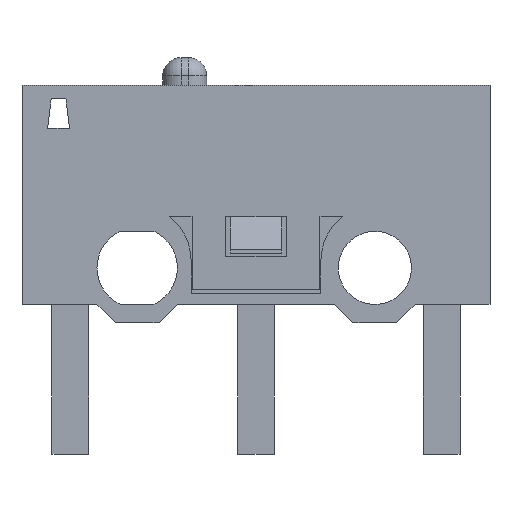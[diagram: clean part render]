
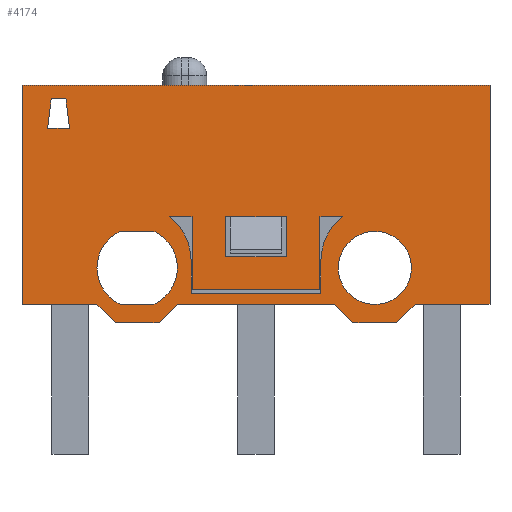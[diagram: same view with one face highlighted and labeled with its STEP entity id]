
A CAD part, front view. The second image highlights one B-rep face of the part: STEP entity #4174.
In plain terms, the highlighted planar face has unit normal (0, -1, 0).
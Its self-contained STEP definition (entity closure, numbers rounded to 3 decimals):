
#49=CIRCLE('',#4323,1.5);
#50=CIRCLE('',#4328,1.5);
#54=CIRCLE('',#4337,1.);
#55=CIRCLE('',#4339,1.1);
#56=CIRCLE('',#4342,1.1);
#390=ORIENTED_EDGE('',*,*,#1164,.T.);
#391=ORIENTED_EDGE('',*,*,#1077,.F.);
#392=ORIENTED_EDGE('',*,*,#1080,.F.);
#393=ORIENTED_EDGE('',*,*,#1082,.F.);
#394=ORIENTED_EDGE('',*,*,#1084,.F.);
#395=ORIENTED_EDGE('',*,*,#1087,.F.);
#396=ORIENTED_EDGE('',*,*,#1165,.T.);
#397=ORIENTED_EDGE('',*,*,#1166,.F.);
#398=ORIENTED_EDGE('',*,*,#1167,.F.);
#399=ORIENTED_EDGE('',*,*,#1168,.F.);
#400=ORIENTED_EDGE('',*,*,#1128,.F.);
#401=ORIENTED_EDGE('',*,*,#1133,.F.);
#402=ORIENTED_EDGE('',*,*,#1131,.F.);
#403=ORIENTED_EDGE('',*,*,#1129,.F.);
#404=ORIENTED_EDGE('',*,*,#1126,.F.);
#405=ORIENTED_EDGE('',*,*,#1169,.T.);
#406=ORIENTED_EDGE('',*,*,#1170,.F.);
#407=ORIENTED_EDGE('',*,*,#1146,.T.);
#408=ORIENTED_EDGE('',*,*,#1144,.T.);
#409=ORIENTED_EDGE('',*,*,#1138,.T.);
#410=ORIENTED_EDGE('',*,*,#1136,.T.);
#411=ORIENTED_EDGE('',*,*,#1134,.T.);
#412=ORIENTED_EDGE('',*,*,#1123,.T.);
#413=ORIENTED_EDGE('',*,*,#1163,.T.);
#414=ORIENTED_EDGE('',*,*,#1161,.T.);
#415=ORIENTED_EDGE('',*,*,#1159,.T.);
#416=ORIENTED_EDGE('',*,*,#1157,.T.);
#417=ORIENTED_EDGE('',*,*,#1171,.T.);
#418=ORIENTED_EDGE('',*,*,#1172,.F.);
#419=ORIENTED_EDGE('',*,*,#1173,.F.);
#420=ORIENTED_EDGE('',*,*,#1174,.F.);
#421=ORIENTED_EDGE('',*,*,#1175,.F.);
#422=ORIENTED_EDGE('',*,*,#1176,.F.);
#423=ORIENTED_EDGE('',*,*,#1177,.F.);
#424=ORIENTED_EDGE('',*,*,#1178,.F.);
#1077=EDGE_CURVE('',#1489,#1490,#49,.T.);
#1080=EDGE_CURVE('',#1491,#1489,#1807,.T.);
#1082=EDGE_CURVE('',#1492,#1491,#1809,.T.);
#1084=EDGE_CURVE('',#1493,#1492,#1811,.T.);
#1087=EDGE_CURVE('',#1494,#1493,#50,.T.);
#1123=EDGE_CURVE('',#1529,#1528,#1846,.T.);
#1126=EDGE_CURVE('',#1530,#1531,#1849,.T.);
#1128=EDGE_CURVE('',#1532,#1532,#54,.T.);
#1129=EDGE_CURVE('',#1531,#1533,#55,.T.);
#1131=EDGE_CURVE('',#1533,#1534,#1852,.T.);
#1133=EDGE_CURVE('',#1534,#1530,#56,.T.);
#1134=EDGE_CURVE('',#1535,#1529,#1854,.T.);
#1136=EDGE_CURVE('',#1536,#1535,#1856,.T.);
#1138=EDGE_CURVE('',#1537,#1536,#1858,.T.);
#1144=EDGE_CURVE('',#1542,#1537,#1864,.T.);
#1146=EDGE_CURVE('',#1543,#1542,#1866,.T.);
#1157=EDGE_CURVE('',#1553,#1552,#1877,.T.);
#1159=EDGE_CURVE('',#1554,#1553,#1879,.T.);
#1161=EDGE_CURVE('',#1555,#1554,#1881,.T.);
#1163=EDGE_CURVE('',#1528,#1555,#1883,.T.);
#1164=EDGE_CURVE('',#1556,#1490,#1884,.T.);
#1165=EDGE_CURVE('',#1494,#1557,#1885,.T.);
#1166=EDGE_CURVE('',#1558,#1557,#1886,.T.);
#1167=EDGE_CURVE('',#1559,#1558,#1887,.T.);
#1168=EDGE_CURVE('',#1556,#1559,#1888,.T.);
#1169=EDGE_CURVE('',#1552,#1560,#1889,.T.);
#1170=EDGE_CURVE('',#1543,#1560,#1890,.T.);
#1171=EDGE_CURVE('',#1561,#1562,#1891,.T.);
#1172=EDGE_CURVE('',#1563,#1562,#1892,.T.);
#1173=EDGE_CURVE('',#1564,#1563,#1893,.T.);
#1174=EDGE_CURVE('',#1561,#1564,#1894,.T.);
#1175=EDGE_CURVE('',#1565,#1566,#1895,.T.);
#1176=EDGE_CURVE('',#1567,#1565,#1896,.T.);
#1177=EDGE_CURVE('',#1568,#1567,#1897,.T.);
#1178=EDGE_CURVE('',#1566,#1568,#1898,.T.);
#1489=VERTEX_POINT('',#5499);
#1490=VERTEX_POINT('',#5500);
#1491=VERTEX_POINT('',#5505);
#1492=VERTEX_POINT('',#5509);
#1493=VERTEX_POINT('',#5513);
#1494=VERTEX_POINT('',#5517);
#1528=VERTEX_POINT('',#5590);
#1529=VERTEX_POINT('',#5592);
#1530=VERTEX_POINT('',#5596);
#1531=VERTEX_POINT('',#5598);
#1532=VERTEX_POINT('',#5602);
#1533=VERTEX_POINT('',#5605);
#1534=VERTEX_POINT('',#5609);
#1535=VERTEX_POINT('',#5615);
#1536=VERTEX_POINT('',#5619);
#1537=VERTEX_POINT('',#5623);
#1542=VERTEX_POINT('',#5635);
#1543=VERTEX_POINT('',#5639);
#1552=VERTEX_POINT('',#5659);
#1553=VERTEX_POINT('',#5661);
#1554=VERTEX_POINT('',#5665);
#1555=VERTEX_POINT('',#5669);
#1556=VERTEX_POINT('',#5675);
#1557=VERTEX_POINT('',#5677);
#1558=VERTEX_POINT('',#5679);
#1559=VERTEX_POINT('',#5681);
#1560=VERTEX_POINT('',#5684);
#1561=VERTEX_POINT('',#5687);
#1562=VERTEX_POINT('',#5688);
#1563=VERTEX_POINT('',#5690);
#1564=VERTEX_POINT('',#5692);
#1565=VERTEX_POINT('',#5695);
#1566=VERTEX_POINT('',#5696);
#1567=VERTEX_POINT('',#5698);
#1568=VERTEX_POINT('',#5700);
#1807=LINE('',#5504,#2221);
#1809=LINE('',#5508,#2223);
#1811=LINE('',#5512,#2225);
#1846=LINE('',#5591,#2260);
#1849=LINE('',#5597,#2263);
#1852=LINE('',#5608,#2266);
#1854=LINE('',#5614,#2268);
#1856=LINE('',#5618,#2270);
#1858=LINE('',#5622,#2272);
#1864=LINE('',#5634,#2278);
#1866=LINE('',#5638,#2280);
#1877=LINE('',#5660,#2291);
#1879=LINE('',#5664,#2293);
#1881=LINE('',#5668,#2295);
#1883=LINE('',#5672,#2297);
#1884=LINE('',#5674,#2298);
#1885=LINE('',#5676,#2299);
#1886=LINE('',#5678,#2300);
#1887=LINE('',#5680,#2301);
#1888=LINE('',#5682,#2302);
#1889=LINE('',#5683,#2303);
#1890=LINE('',#5685,#2304);
#1891=LINE('',#5686,#2305);
#1892=LINE('',#5689,#2306);
#1893=LINE('',#5691,#2307);
#1894=LINE('',#5693,#2308);
#1895=LINE('',#5694,#2309);
#1896=LINE('',#5697,#2310);
#1897=LINE('',#5699,#2311);
#1898=LINE('',#5701,#2312);
#2221=VECTOR('',#4669,1000.);
#2223=VECTOR('',#4673,1000.);
#2225=VECTOR('',#4677,1000.);
#2260=VECTOR('',#4728,1000.);
#2263=VECTOR('',#4733,1000.);
#2266=VECTOR('',#4746,1000.);
#2268=VECTOR('',#4754,1000.);
#2270=VECTOR('',#4758,1000.);
#2272=VECTOR('',#4762,1000.);
#2278=VECTOR('',#4770,1000.);
#2280=VECTOR('',#4774,1000.);
#2291=VECTOR('',#4787,1000.);
#2293=VECTOR('',#4791,1000.);
#2295=VECTOR('',#4795,1000.);
#2297=VECTOR('',#4799,1000.);
#2298=VECTOR('',#4802,1000.);
#2299=VECTOR('',#4803,1000.);
#2300=VECTOR('',#4804,1000.);
#2301=VECTOR('',#4805,1000.);
#2302=VECTOR('',#4806,1000.);
#2303=VECTOR('',#4807,1000.);
#2304=VECTOR('',#4808,1000.);
#2305=VECTOR('',#4809,1000.);
#2306=VECTOR('',#4810,1000.);
#2307=VECTOR('',#4811,1000.);
#2308=VECTOR('',#4812,1000.);
#2309=VECTOR('',#4813,1000.);
#2310=VECTOR('',#4814,1000.);
#2311=VECTOR('',#4815,1000.);
#2312=VECTOR('',#4816,1000.);
#2587=EDGE_LOOP('',(#390,#391,#392,#393,#394,#395,#396,#397,#398,#399));
#2588=EDGE_LOOP('',(#400));
#2589=EDGE_LOOP('',(#401,#402,#403,#404));
#2590=EDGE_LOOP('',(#405,#406,#407,#408,#409,#410,#411,#412,#413,#414,#415,
#416));
#2591=EDGE_LOOP('',(#417,#418,#419,#420));
#2592=EDGE_LOOP('',(#421,#422,#423,#424));
#2765=FACE_BOUND('',#2587,.T.);
#2766=FACE_BOUND('',#2588,.T.);
#2767=FACE_BOUND('',#2589,.T.);
#2768=FACE_BOUND('',#2590,.T.);
#2769=FACE_BOUND('',#2591,.T.);
#2770=FACE_BOUND('',#2592,.T.);
#2927=PLANE('',#4352);
#4174=ADVANCED_FACE('',(#2765,#2766,#2767,#2768,#2769,#2770),#2927,.T.);
#4323=AXIS2_PLACEMENT_3D('',#5498,#4663,#4664);
#4328=AXIS2_PLACEMENT_3D('',#5518,#4682,#4683);
#4337=AXIS2_PLACEMENT_3D('',#5601,#4737,#4738);
#4339=AXIS2_PLACEMENT_3D('',#5604,#4741,#4742);
#4342=AXIS2_PLACEMENT_3D('',#5612,#4750,#4751);
#4352=AXIS2_PLACEMENT_3D('',#5673,#4800,#4801);
#4663=DIRECTION('',(0.,1.,0.));
#4664=DIRECTION('',(1.,0.,0.));
#4669=DIRECTION('',(0.,0.,1.));
#4673=DIRECTION('',(1.,0.,0.));
#4677=DIRECTION('',(0.,0.,-1.));
#4682=DIRECTION('',(0.,1.,0.));
#4683=DIRECTION('',(-1.,0.,0.));
#4728=DIRECTION('',(1.,0.,0.));
#4733=DIRECTION('',(1.,0.,0.));
#4737=DIRECTION('',(0.,-1.,0.));
#4738=DIRECTION('',(1.,0.,0.));
#4741=DIRECTION('',(0.,-1.,0.));
#4742=DIRECTION('',(-1.,0.,0.));
#4746=DIRECTION('',(-1.,0.,0.));
#4750=DIRECTION('',(0.,-1.,0.));
#4751=DIRECTION('',(1.,0.,0.));
#4754=DIRECTION('',(0.707,0.,0.707));
#4758=DIRECTION('',(1.,0.,0.));
#4762=DIRECTION('',(0.707,0.,-0.707));
#4770=DIRECTION('',(1.,0.,0.));
#4774=DIRECTION('',(0.,0.,-1.));
#4787=DIRECTION('',(1.,0.,0.));
#4791=DIRECTION('',(0.707,0.,0.707));
#4795=DIRECTION('',(1.,0.,0.));
#4799=DIRECTION('',(0.707,0.,-0.707));
#4800=DIRECTION('',(0.,-1.,0.));
#4801=DIRECTION('',(0.,0.,-1.));
#4802=DIRECTION('',(1.,0.,0.));
#4803=DIRECTION('',(1.,0.,0.));
#4804=DIRECTION('',(0.,0.,1.));
#4805=DIRECTION('',(-1.,0.,0.));
#4806=DIRECTION('',(0.,0.,-1.));
#4807=DIRECTION('',(0.,0.,1.));
#4808=DIRECTION('',(1.,0.,0.));
#4809=DIRECTION('',(1.,0.,0.));
#4810=DIRECTION('',(0.,0.,1.));
#4811=DIRECTION('',(1.,0.,0.));
#4812=DIRECTION('',(0.,0.,-1.));
#4813=DIRECTION('',(1.,0.,0.));
#4814=DIRECTION('',(-0.124,0.,-0.992));
#4815=DIRECTION('',(-1.,0.,0.));
#4816=DIRECTION('',(-0.124,0.,0.992));
#5498=CARTESIAN_POINT('',(3.275,-2.9,1.7));
#5499=CARTESIAN_POINT('',(1.775,-2.9,1.7));
#5500=CARTESIAN_POINT('',(2.375,-2.9,2.9));
#5504=CARTESIAN_POINT('',(1.775,-2.9,0.8));
#5505=CARTESIAN_POINT('',(1.775,-2.9,0.8));
#5508=CARTESIAN_POINT('',(-1.775,-2.9,0.8));
#5509=CARTESIAN_POINT('',(-1.775,-2.9,0.8));
#5512=CARTESIAN_POINT('',(-1.775,-2.9,1.7));
#5513=CARTESIAN_POINT('',(-1.775,-2.9,1.7));
#5517=CARTESIAN_POINT('',(-2.375,-2.9,2.9));
#5518=CARTESIAN_POINT('',(-3.275,-2.9,1.7));
#5590=CARTESIAN_POINT('',(2.15,-2.9,0.5));
#5591=CARTESIAN_POINT('',(-2.15,-2.9,0.5));
#5592=CARTESIAN_POINT('',(-2.15,-2.9,0.5));
#5596=CARTESIAN_POINT('',(-3.708,-2.9,0.5));
#5597=CARTESIAN_POINT('',(-3.708,-2.9,0.5));
#5598=CARTESIAN_POINT('',(-2.792,-2.9,0.5));
#5601=CARTESIAN_POINT('',(3.25,-2.9,1.5));
#5602=CARTESIAN_POINT('',(4.25,-2.9,1.5));
#5604=CARTESIAN_POINT('',(-3.25,-2.9,1.5));
#5605=CARTESIAN_POINT('',(-2.792,-2.9,2.5));
#5608=CARTESIAN_POINT('',(-3.708,-2.9,2.5));
#5609=CARTESIAN_POINT('',(-3.708,-2.9,2.5));
#5612=CARTESIAN_POINT('',(-3.25,-2.9,1.5));
#5614=CARTESIAN_POINT('',(-2.65,-2.9,0.));
#5615=CARTESIAN_POINT('',(-2.65,-2.9,0.));
#5618=CARTESIAN_POINT('',(-3.85,-2.9,0.));
#5619=CARTESIAN_POINT('',(-3.85,-2.9,0.));
#5622=CARTESIAN_POINT('',(-4.35,-2.9,0.5));
#5623=CARTESIAN_POINT('',(-4.35,-2.9,0.5));
#5634=CARTESIAN_POINT('',(-6.4,-2.9,0.5));
#5635=CARTESIAN_POINT('',(-6.4,-2.9,0.5));
#5638=CARTESIAN_POINT('',(-6.4,-2.9,4.));
#5639=CARTESIAN_POINT('',(-6.4,-2.9,6.5));
#5659=CARTESIAN_POINT('',(6.4,-2.9,0.5));
#5660=CARTESIAN_POINT('',(4.35,-2.9,0.5));
#5661=CARTESIAN_POINT('',(4.35,-2.9,0.5));
#5664=CARTESIAN_POINT('',(3.85,-2.9,0.));
#5665=CARTESIAN_POINT('',(3.85,-2.9,0.));
#5668=CARTESIAN_POINT('',(2.65,-2.9,0.));
#5669=CARTESIAN_POINT('',(2.65,-2.9,0.));
#5672=CARTESIAN_POINT('',(2.15,-2.9,0.5));
#5673=CARTESIAN_POINT('',(0.,-2.9,0.));
#5674=CARTESIAN_POINT('',(-6.4,-2.9,2.9));
#5675=CARTESIAN_POINT('',(1.75,-2.9,2.9));
#5676=CARTESIAN_POINT('',(-6.4,-2.9,2.9));
#5677=CARTESIAN_POINT('',(-1.75,-2.9,2.9));
#5678=CARTESIAN_POINT('',(-1.75,-2.9,0.9));
#5679=CARTESIAN_POINT('',(-1.75,-2.9,0.9));
#5680=CARTESIAN_POINT('',(1.75,-2.9,0.9));
#5681=CARTESIAN_POINT('',(1.75,-2.9,0.9));
#5682=CARTESIAN_POINT('',(1.75,-2.9,2.9));
#5683=CARTESIAN_POINT('',(6.4,-2.9,0.5));
#5684=CARTESIAN_POINT('',(6.4,-2.9,6.5));
#5685=CARTESIAN_POINT('',(-6.4,-2.9,6.5));
#5686=CARTESIAN_POINT('',(-6.4,-2.9,2.9));
#5687=CARTESIAN_POINT('',(-0.825,-2.9,2.9));
#5688=CARTESIAN_POINT('',(0.825,-2.9,2.9));
#5689=CARTESIAN_POINT('',(0.825,-2.9,2.9));
#5690=CARTESIAN_POINT('',(0.825,-2.9,1.8));
#5691=CARTESIAN_POINT('',(0.825,-2.9,1.8));
#5692=CARTESIAN_POINT('',(-0.825,-2.9,1.8));
#5693=CARTESIAN_POINT('',(-0.825,-2.9,1.8));
#5694=CARTESIAN_POINT('',(-5.7,-2.9,5.32));
#5695=CARTESIAN_POINT('',(-5.7,-2.9,5.32));
#5696=CARTESIAN_POINT('',(-5.1,-2.9,5.32));
#5697=CARTESIAN_POINT('',(-5.6,-2.9,6.12));
#5698=CARTESIAN_POINT('',(-5.6,-2.9,6.12));
#5699=CARTESIAN_POINT('',(-5.2,-2.9,6.12));
#5700=CARTESIAN_POINT('',(-5.2,-2.9,6.12));
#5701=CARTESIAN_POINT('',(-5.1,-2.9,5.32));
